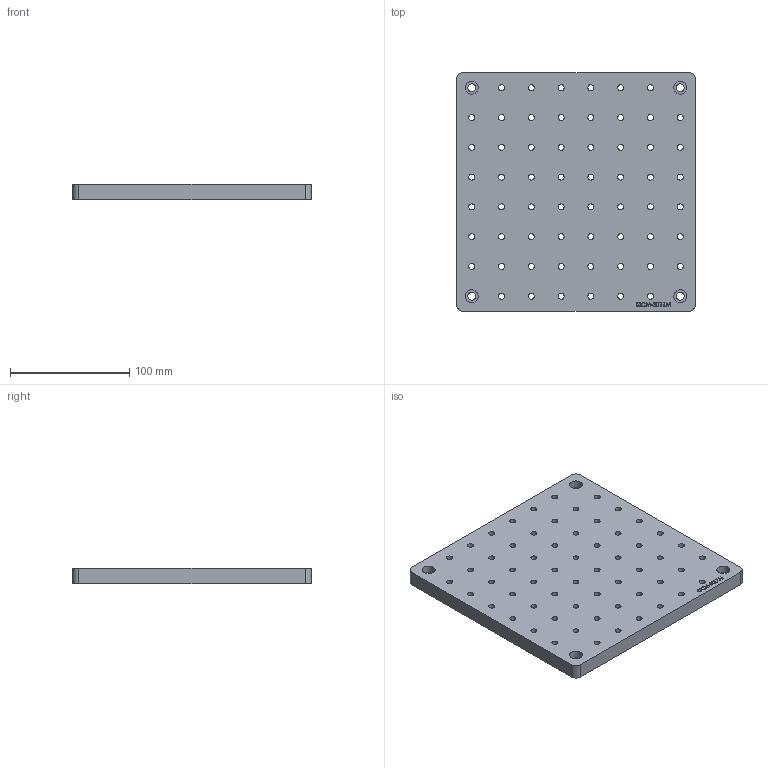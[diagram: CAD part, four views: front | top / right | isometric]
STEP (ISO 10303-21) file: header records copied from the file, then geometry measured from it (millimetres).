
FILE_DESCRIPTION (( 'STEP AP203' ), '1' );
FILE_NAME ('GCM-3011M.STEP', '2019-09-03T07:45:11', ( '' ), ( '' ), 'SwSTEP 2.0', 'SolidWorks 2015', '' );
FILE_SCHEMA (( 'CONFIG_CONTROL_DESIGN' ));
Length unit declared in the file: millimetre
Products named in the file (1): GCM-3011M
Bounding box: 200 x 200 x 12.7 mm (x, y, z)
Volume: 489322.3 mm3; surface area: 100802.5 mm2
Topology: 1 solids, 1 shells, 252 faces, 708 edges, 472 vertices
Faces by surface type: cylinder 140, plane 71, bspline 41
Entity records: 11143 total; most frequent: CARTESIAN_POINT 4298, ORIENTED_EDGE 1416, DIRECTION 1330, EDGE_CURVE 708, AXIS2_PLACEMENT_3D 492, VERTEX_POINT 472, EDGE_LOOP 394, VECTOR 346
